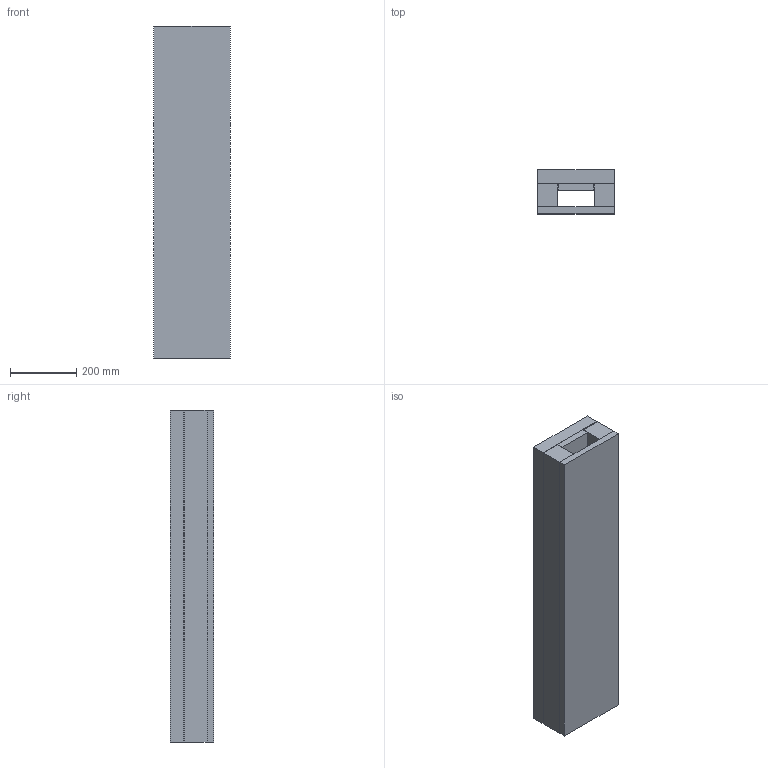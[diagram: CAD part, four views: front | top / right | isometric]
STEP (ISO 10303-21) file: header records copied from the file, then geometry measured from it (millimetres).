
FILE_DESCRIPTION (( 'STEP AP214' ), '1' );
FILE_NAME ('7215216.STEP', '2019-01-31T11:24:11', ( '' ), ( '' ), 'SwSTEP 2.0', 'SolidWorks 2018', '' );
FILE_SCHEMA (( 'AUTOMOTIVE_DESIGN' ));
Length unit declared in the file: millimetre
Products named in the file (8): 7215216; 137713_50 x 110; 137671_50 x 110; 137731_50 x 110; 137691_Standard; 137712_50 x 110; P_7215432T1_1_F〉 Brandschutzkanal E90 I120; 137694_50 x 110
Assembly tree (9 placements, depth 3):
  7215216
    137694_50 x 110
      137671_50 x 110
      137691_Standard  x2
    P_7215432T1_1_F〉 Brandschutzkanal E90 I120  x2
    137731_50 x 110
      137712_50 x 110
      137713_50 x 110
Bounding box: 230 x 131 x 1000 mm (x, y, z)
Volume: 24588000 mm3; surface area: 2111176 mm2
Topology: 7 solids, 7 shells, 42 faces, 84 edges, 56 vertices
Faces by surface type: plane 42
Entity records: 1074 total; most frequent: DIRECTION 148, CARTESIAN_POINT 144, ORIENTED_EDGE 120, VECTOR 60, EDGE_CURVE 60, LINE 60, AXIS2_PLACEMENT_3D 44, VERTEX_POINT 40
